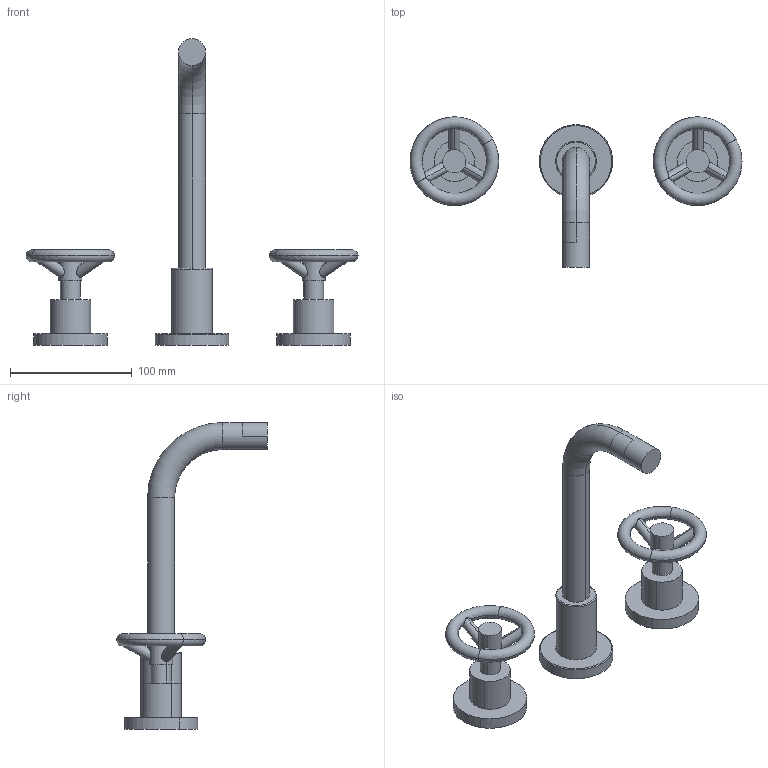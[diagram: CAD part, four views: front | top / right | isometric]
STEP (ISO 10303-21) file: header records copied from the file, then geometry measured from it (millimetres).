
FILE_DESCRIPTION((''),'2;1');
FILE_NAME('3-2921_SW0002','2021-11-05T13:33:45',('gbazan'),(''),'CREO PARAMETRIC BY PTC INC, 2018400','CREO PARAMETRIC BY PTC INC, 2018400','');
FILE_SCHEMA(('CONFIG_CONTROL_DESIGN'));
Length unit declared in the file: inch
Products named in the file (1): 3-2921_SW0002
Bounding box: 273.03 x 123.89 x 252.41 mm (x, y, z)
Volume: 333107.9 mm3; surface area: 72171.2 mm2
Topology: 5 solids, 5 shells, 66 faces, 156 edges, 98 vertices
Faces by surface type: cylinder 36, plane 16, torus 14
Entity records: 2774 total; most frequent: CARTESIAN_POINT 1194, DIRECTION 332, ORIENTED_EDGE 312, EDGE_CURVE 156, AXIS2_PLACEMENT_3D 146, VERTEX_POINT 98, CIRCLE 80, EDGE_LOOP 76
